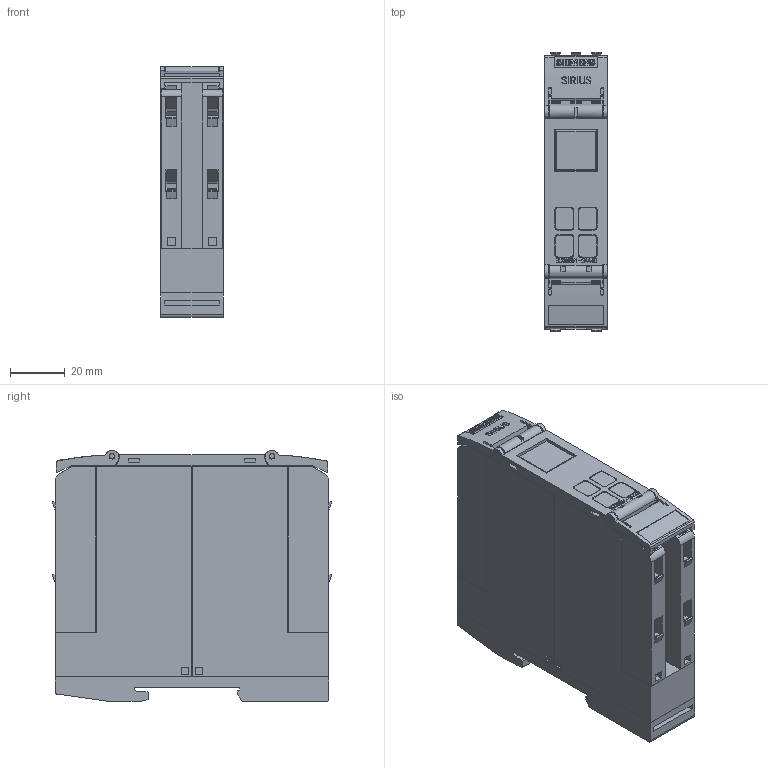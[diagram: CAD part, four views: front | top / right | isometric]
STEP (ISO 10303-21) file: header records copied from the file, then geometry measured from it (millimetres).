
FILE_DESCRIPTION(('STEP AP214'),'1');
FILE_NAME('cctmp_C4DA050A-3AB6-49F7-8A62-34FF9F08EAC7_2024_05_27_11_15_13_0884..stp','2024-05-27T09:15:14',('SIEMENS A&D'),('CADClick - www.CADClick.com'),'Spatial InterOp 3D',' ','unknown authorization');
FILE_SCHEMA(('AUTOMOTIVE_DESIGN'));
Length unit declared in the file: millimetre
Products named in the file (1): 3UG5851-2AA40
Bounding box: 22.8 x 101.96 x 91.6 mm (x, y, z)
Volume: 183456.6 mm3; surface area: 49535.6 mm2
Topology: 1 solids, 1 shells, 1579 faces, 4465 edges, 2964 vertices
Faces by surface type: plane 1331, cylinder 232, torus 16
Entity records: 63854 total; most frequent: CARTESIAN_POINT 9677, ORIENTED_EDGE 8914, DIRECTION 8162, EDGE_CURVE 4457, LINE 3820, VECTOR 3820, VERTEX_POINT 2964, AXIS2_PLACEMENT_3D 2171
